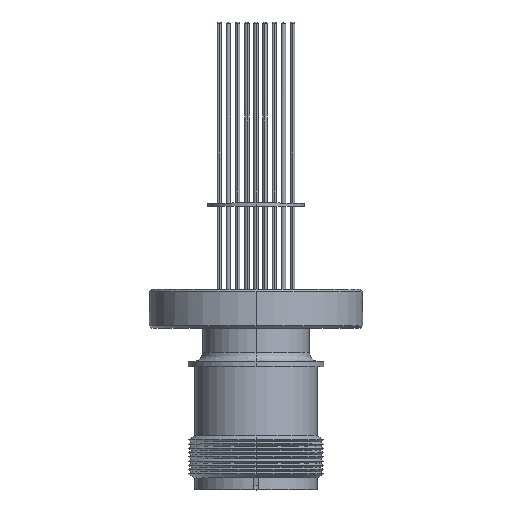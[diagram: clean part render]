
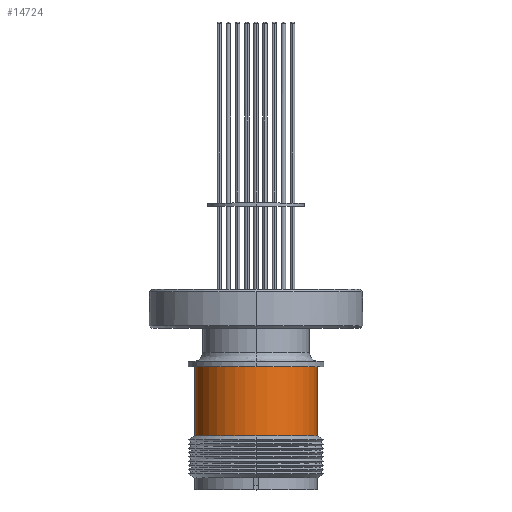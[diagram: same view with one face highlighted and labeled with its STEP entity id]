
A CAD part, top view. The second image highlights one B-rep face of the part: STEP entity #14724.
In plain terms, the highlighted cylindrical face has radius 20.066 mm (diameter 40.132 mm), a partial arc.
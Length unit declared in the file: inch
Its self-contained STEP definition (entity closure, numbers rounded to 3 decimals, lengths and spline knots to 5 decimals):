
#497 = CARTESIAN_POINT ( 'NONE',  ( -0.79, -1.66912, 0. ) ) ;
#503 = CARTESIAN_POINT ( 'NONE',  ( -0.79, -2.56281, 0. ) ) ;
#1635 = AXIS2_PLACEMENT_3D ( 'NONE', #12698, #12697, #12690 ) ;
#1718 = EDGE_LOOP ( 'NONE', ( #3683, #3682, #3681, #3680, #3679 ) ) ;
#3036 = CARTESIAN_POINT ( 'NONE',  ( -0.79, -5.08138, 0. ) ) ;
#3038 = CARTESIAN_POINT ( 'NONE',  ( 0., -2.56281, 0. ) ) ;
#3039 = DIRECTION ( 'NONE',  ( 0., -1., 0. ) ) ;
#3040 = DIRECTION ( 'NONE',  ( 1., 0., 0. ) ) ;
#3043 = DIRECTION ( 'NONE',  ( 0., -1., 0. ) ) ;
#3047 = DIRECTION ( 'NONE',  ( 0., -1., 0. ) ) ;
#3048 = CARTESIAN_POINT ( 'NONE',  ( 0.79, -5.08138, 0. ) ) ;
#3097 = CARTESIAN_POINT ( 'NONE',  ( 0., -1.66912, 0. ) ) ;
#3098 = DIRECTION ( 'NONE',  ( 0., -1., 0. ) ) ;
#3099 = DIRECTION ( 'NONE',  ( -1., 0., 0. ) ) ;
#3100 = CARTESIAN_POINT ( 'NONE',  ( 0., -2.56281, 0. ) ) ;
#3101 = DIRECTION ( 'NONE',  ( 0., -1., 0. ) ) ;
#3102 = DIRECTION ( 'NONE',  ( 1., 0., 0. ) ) ;
#3679 = ORIENTED_EDGE ( 'NONE', *, *, #16717, .F. ) ;
#3680 = ORIENTED_EDGE ( 'NONE', *, *, #16742, .F. ) ;
#3681 = ORIENTED_EDGE ( 'NONE', *, *, #16724, .T. ) ;
#3682 = ORIENTED_EDGE ( 'NONE', *, *, #16741, .T. ) ;
#3683 = ORIENTED_EDGE ( 'NONE', *, *, #16722, .F. ) ;
#8778 = VERTEX_POINT ( 'NONE', #9897 ) ;
#8791 = VERTEX_POINT ( 'NONE', #9908 ) ;
#8802 = VERTEX_POINT ( 'NONE', #9919 ) ;
#9897 = CARTESIAN_POINT ( 'NONE',  ( 0.79, -1.66912, 0. ) ) ;
#9908 = CARTESIAN_POINT ( 'NONE',  ( 0., -2.56281, 0.79 ) ) ;
#9919 = CARTESIAN_POINT ( 'NONE',  ( 0.79, -2.56281, 0. ) ) ;
#12301 = CIRCLE ( 'NONE', #14936, 0.79 ) ;
#12309 = LINE ( 'NONE', #3048, #12314 ) ;
#12314 = VECTOR ( 'NONE', #3043, 39.37008 ) ;
#12315 = LINE ( 'NONE', #3036, #12317 ) ;
#12317 = VECTOR ( 'NONE', #3047, 39.37008 ) ;
#12339 = CIRCLE ( 'NONE', #14950, 0.79 ) ;
#12340 = CIRCLE ( 'NONE', #14951, 0.79 ) ;
#12690 = DIRECTION ( 'NONE',  ( -1., 0., 0. ) ) ;
#12697 = DIRECTION ( 'NONE',  ( 0., -1., 0. ) ) ;
#12698 = CARTESIAN_POINT ( 'NONE',  ( 0., -5.08138, 0. ) ) ;
#14072 = FACE_OUTER_BOUND ( 'NONE', #1718, .T. ) ;
#14079 = CYLINDRICAL_SURFACE ( 'NONE', #1635, 0.79 ) ;
#14724 = ADVANCED_FACE ( 'NONE', ( #14072 ), #14079, .T. ) ;
#14936 = AXIS2_PLACEMENT_3D ( 'NONE', #3038, #3039, #3040 ) ;
#14950 = AXIS2_PLACEMENT_3D ( 'NONE', #3097, #3098, #3099 ) ;
#14951 = AXIS2_PLACEMENT_3D ( 'NONE', #3100, #3101, #3102 ) ;
#16717 = EDGE_CURVE ( 'NONE', #8802, #8791, #12301, .T. ) ;
#16722 = EDGE_CURVE ( 'NONE', #8778, #8802, #12309, .T. ) ;
#16724 = EDGE_CURVE ( 'NONE', #18445, #18451, #12315, .T. ) ;
#16741 = EDGE_CURVE ( 'NONE', #8778, #18445, #12339, .T. ) ;
#16742 = EDGE_CURVE ( 'NONE', #8791, #18451, #12340, .T. ) ;
#18445 = VERTEX_POINT ( 'NONE', #497 ) ;
#18451 = VERTEX_POINT ( 'NONE', #503 ) ;
